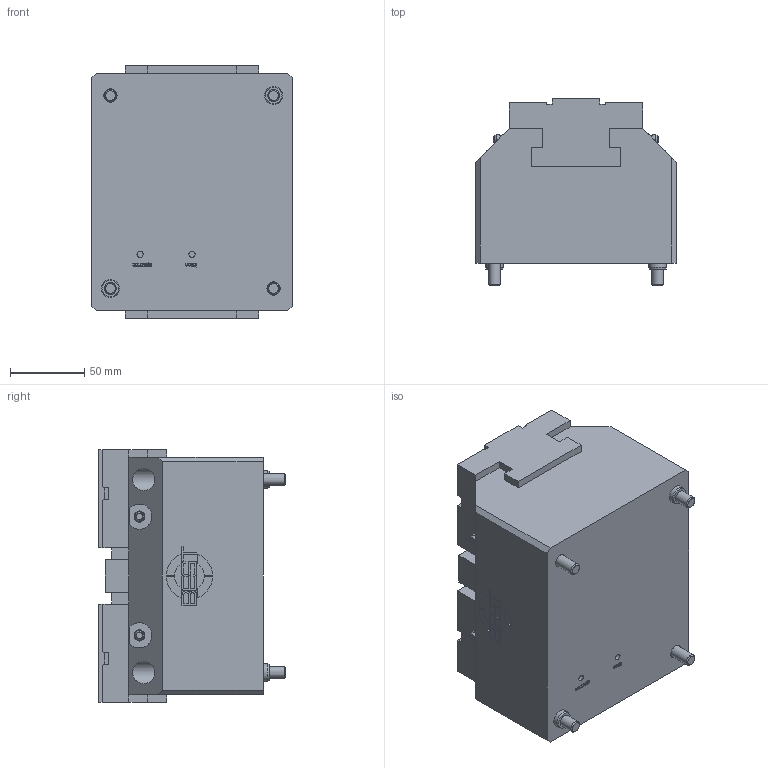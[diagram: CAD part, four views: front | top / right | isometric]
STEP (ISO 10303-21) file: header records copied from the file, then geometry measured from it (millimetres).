
FILE_DESCRIPTION((''),'2;1');
FILE_NAME('150-0160-009-Kunde.stp','2012-10-12T15:40:40',('adam'),(''),'Autodesk Inventor 2012','Autodesk Inventor 2012','');
FILE_SCHEMA(('AUTOMOTIVE_DESIGN { 1 0 10303 214 1 1 1 1 }'));
Length unit declared in the file: millimetre
Products named in the file (1): 150-0160-009-Kunde
Bounding box: 135 x 126 x 170.37 mm (x, y, z)
Volume: 2087188.2 mm3; surface area: 144499.7 mm2
Topology: 1 solids, 4 shells, 770 faces, 1967 edges, 1252 vertices
Faces by surface type: plane 432, cylinder 120, bspline 112, cone 88, torus 14, sphere 4
Full cylindrical faces by diameter (mm): 4.134 x2, 4.917 x2, 6.647 x24, 8 x6, 9 x4, 12 x2, 13 x4, 15 x4
Entity records: 23628 total; most frequent: CARTESIAN_POINT 5816, ORIENTED_EDGE 3622, DIRECTION 3101, EDGE_CURVE 1811, VERTEX_POINT 1202, VECTOR 1151, LINE 1151, AXIS2_PLACEMENT_3D 975
